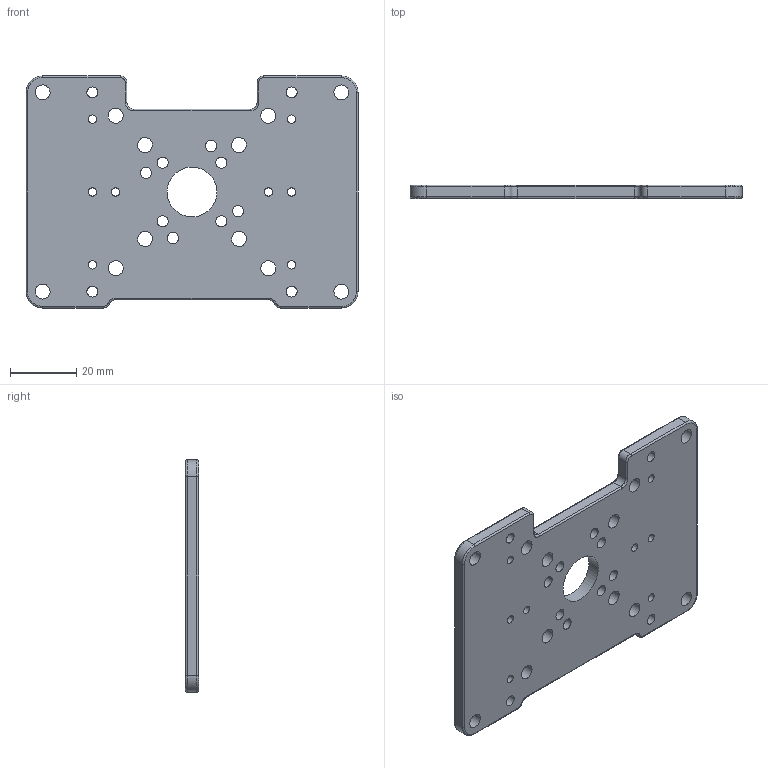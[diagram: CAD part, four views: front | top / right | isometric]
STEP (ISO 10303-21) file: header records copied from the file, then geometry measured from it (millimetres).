
FILE_DESCRIPTION (( 'STEP AP203' ), '1' );
FILE_NAME ('ODrive S1 Motor Mounting Plate v3.STEP', '2024-09-30T22:08:48', ( '' ), ( '' ), 'SwSTEP 2.0', 'SolidWorks 2024', '' );
FILE_SCHEMA (( 'CONFIG_CONTROL_DESIGN' ));
Length unit declared in the file: millimetre
Products named in the file (1): ODrive S1 Motor Mounting Plate v3
Bounding box: 100 x 4 x 69.9 mm (x, y, z)
Volume: 23716.4 mm3; surface area: 14752.9 mm2
Topology: 1 solids, 1 shells, 134 faces, 352 edges, 220 vertices
Faces by surface type: bspline 134
Entity records: 5091 total; most frequent: CARTESIAN_POINT 3057, ORIENTED_EDGE 704, EDGE_CURVE 352, VERTEX_POINT 220, EDGE_LOOP 200, ADVANCED_FACE 134, FACE_OUTER_BOUND 134, B_SPLINE_CURVE_WITH_KNOTS 128
